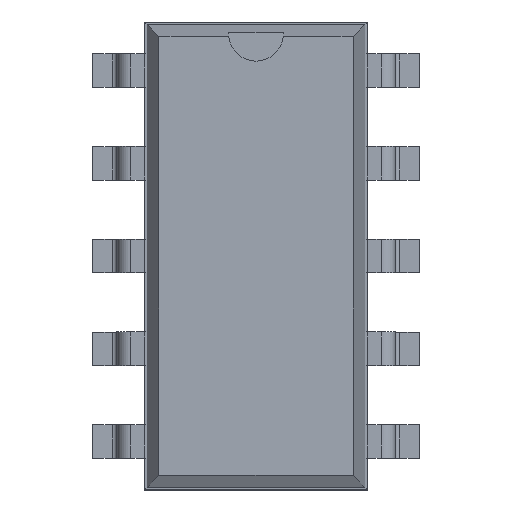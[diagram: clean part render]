
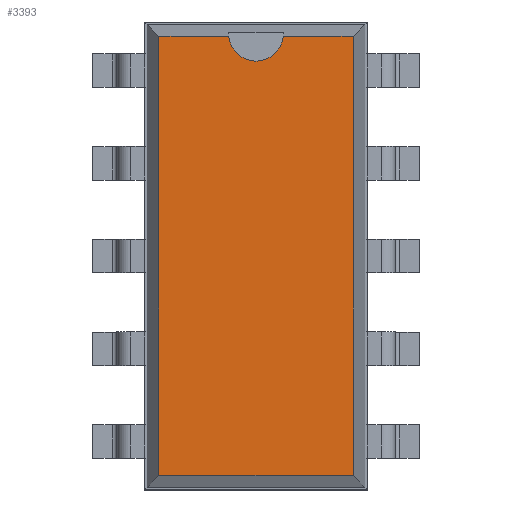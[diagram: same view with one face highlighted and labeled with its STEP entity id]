
A CAD part, top view. The second image highlights one B-rep face of the part: STEP entity #3393.
In plain terms, the highlighted planar face has unit normal (0, 0, 1).
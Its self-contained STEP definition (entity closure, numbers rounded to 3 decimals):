
#27=VECTOR('',#28,1.);
#28=DIRECTION('',(0.,1.,0.));
#34=VECTOR('',#35,1.);
#35=DIRECTION('',(-1.,0.,0.));
#41=VECTOR('',#42,1.);
#42=DIRECTION('',(0.,-1.,0.));
#46=VECTOR('',#47,1.);
#47=DIRECTION('',(1.,0.,0.));
#50=DIRECTION('',(0.,0.,-1.));
#772=DIRECTION('',(0.,0.,-1.));
#2306=VERTEX_POINT('',#2307);
#2307=CARTESIAN_POINT('',(2.661,6.011,3.68));
#2309=ORIENTED_EDGE('',*,*,#2310,.F.);
#2310=EDGE_CURVE('',#2311,#2306,#2313,.T.);
#2311=VERTEX_POINT('',#2312);
#2312=CARTESIAN_POINT('',(2.661,-6.011,3.68));
#2313=LINE('',#2312,#27);
#2822=VERTEX_POINT('',#2823);
#2823=CARTESIAN_POINT('',(-2.661,6.011,3.68));
#2825=ORIENTED_EDGE('',*,*,#2826,.F.);
#2826=EDGE_CURVE('',#2827,#2822,#2829,.T.);
#2827=VERTEX_POINT('',#2828);
#2828=CARTESIAN_POINT('',(-0.746,6.011,3.68));
#2829=LINE('',#2307,#34);
#2848=VERTEX_POINT('',#2849);
#2849=CARTESIAN_POINT('',(0.746,6.011,3.68));
#2855=ORIENTED_EDGE('',*,*,#2856,.F.);
#2856=EDGE_CURVE('',#2306,#2848,#2829,.T.);
#2879=VERTEX_POINT('',#2880);
#2880=CARTESIAN_POINT('',(-2.661,-6.011,3.68));
#2882=ORIENTED_EDGE('',*,*,#2883,.F.);
#2883=EDGE_CURVE('',#2822,#2879,#2884,.T.);
#2884=LINE('',#2823,#41);
#3388=ORIENTED_EDGE('',*,*,#3389,.F.);
#3389=EDGE_CURVE('',#2879,#2311,#3390,.T.);
#3390=LINE('',#2880,#46);
#3393=ADVANCED_FACE('',(#3394),#3405,.F.);
#3394=FACE_BOUND('',#3395,.F.);
#3395=EDGE_LOOP('',(#2309,#3388,#2882,#2825,#3396,#3403,#2855));
#3396=ORIENTED_EDGE('',*,*,#3397,.F.);
#3397=EDGE_CURVE('',#3398,#2827,#3400,.T.);
#3398=VERTEX_POINT('',#3399);
#3399=CARTESIAN_POINT('',(0.,5.336,3.68));
#3400=CIRCLE('',#3401,0.75);
#3401=AXIS2_PLACEMENT_3D('',#3402,#772,#42);
#3402=CARTESIAN_POINT('',(0.,6.086,3.68));
#3403=ORIENTED_EDGE('',*,*,#3404,.F.);
#3404=EDGE_CURVE('',#2848,#3398,#3400,.T.);
#3405=PLANE('',#3406);
#3406=AXIS2_PLACEMENT_3D('',#2312,#50,#3407);
#3407=DIRECTION('',(-0.405,0.914,0.));
